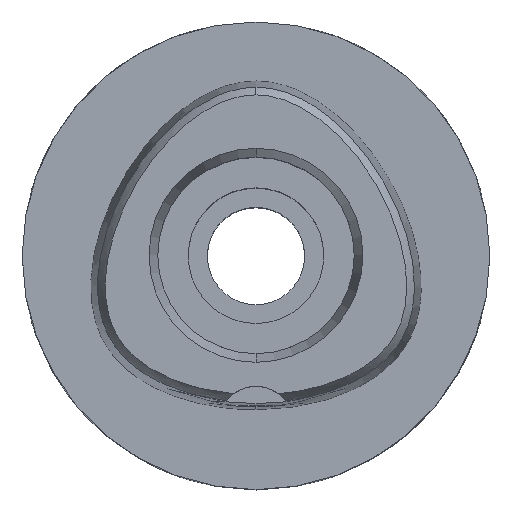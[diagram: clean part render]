
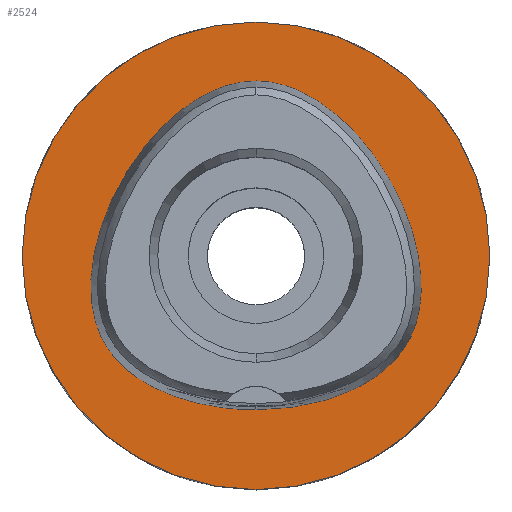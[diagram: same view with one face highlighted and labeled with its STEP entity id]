
A CAD part, top view. The second image highlights one B-rep face of the part: STEP entity #2524.
In plain terms, the highlighted planar face has unit normal (0, 0, 1).
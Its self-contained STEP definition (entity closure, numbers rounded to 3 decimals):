
#48 = EDGE_CURVE ( 'NONE', #2983, #799, #2330, .T. ) ;
#276 = EDGE_LOOP ( 'NONE', ( #3226, #3362 ) ) ;
#286 = CARTESIAN_POINT ( 'NONE',  ( 0., -16.455, 0. ) ) ;
#325 = EDGE_CURVE ( 'NONE', #4399, #4161, #856, .T. ) ;
#331 = CARTESIAN_POINT ( 'NONE',  ( 0., 18.695, 0. ) ) ;
#350 = CARTESIAN_POINT ( 'NONE',  ( -17.564, -5.456, 0. ) ) ;
#352 = PLANE ( 'NONE',  #456 ) ;
#456 = AXIS2_PLACEMENT_3D ( 'NONE', #2179, #1867, #1391 ) ;
#690 = CARTESIAN_POINT ( 'NONE',  ( -16.517, 3.703, 0. ) ) ;
#691 = AXIS2_PLACEMENT_3D ( 'NONE', #3356, #2158, #4470 ) ;
#737 = CARTESIAN_POINT ( 'NONE',  ( -5.051, -16.156, 0. ) ) ;
#759 = CARTESIAN_POINT ( 'NONE',  ( 2.041, 18.55, 0. ) ) ;
#786 = EDGE_CURVE ( 'NONE', #799, #2983, #984, .T. ) ;
#799 = VERTEX_POINT ( 'NONE', #4471 ) ;
#856 = CIRCLE ( 'NONE', #4025, 25. ) ;
#984 = B_SPLINE_CURVE_WITH_KNOTS ( 'NONE', 3,
 ( #286, #4752, #1369, #2881, #1796, #1420, #3700, #4431, #1048, #2274, #1190, #1913, #2325, #1890, #4206, #1092, #3453, #2672, #4524, #759, #4133, #1563 ),
 .UNSPECIFIED., .F., .F.,
 ( 4, 1, 1, 1, 1, 1, 1, 1, 1, 1, 1, 1, 1, 1, 1, 1, 1, 1, 1, 4 ),
 ( 0., 0.083, 0.167, 0.208, 0.25, 0.292, 0.312, 0.333, 0.354, 0.375, 0.417, 0.458, 0.5, 0.583, 0.667, 0.75, 0.833, 0.917, 0.958, 1. ),
 .UNSPECIFIED. ) ;
#1048 = CARTESIAN_POINT ( 'NONE',  ( 16.206, -9.357, 0. ) ) ;
#1066 = CARTESIAN_POINT ( 'NONE',  ( -11.466, 12.452, 0. ) ) ;
#1092 = CARTESIAN_POINT ( 'NONE',  ( 14.38, 8.302, 0. ) ) ;
#1190 = CARTESIAN_POINT ( 'NONE',  ( 17.165, -7.166, 0. ) ) ;
#1369 = CARTESIAN_POINT ( 'NONE',  ( 5.051, -16.156, 0. ) ) ;
#1391 = DIRECTION ( 'NONE',  ( 0., -1., 0. ) ) ;
#1420 = CARTESIAN_POINT ( 'NONE',  ( 13.507, -12.483, 0. ) ) ;
#1487 = CARTESIAN_POINT ( 'NONE',  ( -11.687, -13.704, 0. ) ) ;
#1563 = CARTESIAN_POINT ( 'NONE',  ( 0., 18.695, 0. ) ) ;
#1767 = CARTESIAN_POINT ( 'NONE',  ( 0., -25., 0. ) ) ;
#1796 = CARTESIAN_POINT ( 'NONE',  ( 11.687, -13.704, 0. ) ) ;
#1847 = CARTESIAN_POINT ( 'NONE',  ( -15.649, -10.213, 0. ) ) ;
#1866 = CARTESIAN_POINT ( 'NONE',  ( -8.947, -15.039, 0. ) ) ;
#1867 = DIRECTION ( 'NONE',  ( 0., 0., -1. ) ) ;
#1890 = CARTESIAN_POINT ( 'NONE',  ( 17.498, -0.229, 0. ) ) ;
#1911 = CARTESIAN_POINT ( 'NONE',  ( -17.165, -7.166, 0. ) ) ;
#1913 = CARTESIAN_POINT ( 'NONE',  ( 17.564, -5.456, 0. ) ) ;
#1931 = CARTESIAN_POINT ( 'NONE',  ( -14.788, -11.282, 0. ) ) ;
#2088 = ORIENTED_EDGE ( 'NONE', *, *, #786, .F. ) ;
#2158 = DIRECTION ( 'NONE',  ( 0., 0., -1. ) ) ;
#2179 = CARTESIAN_POINT ( 'NONE',  ( 0., 0., 0. ) ) ;
#2206 = CARTESIAN_POINT ( 'NONE',  ( -7.968, 15.831, 0. ) ) ;
#2274 = CARTESIAN_POINT ( 'NONE',  ( 16.669, -8.446, 0. ) ) ;
#2325 = CARTESIAN_POINT ( 'NONE',  ( 17.711, -3.269, 0. ) ) ;
#2330 = B_SPLINE_CURVE_WITH_KNOTS ( 'NONE', 3,
 ( #331, #3749, #4131, #2976, #2206, #1066, #3767, #690, #3726, #2643, #350, #1911, #4181, #3375, #1847, #1931, #3354, #1487, #1866, #737, #2765, #2787 ),
 .UNSPECIFIED., .F., .F.,
 ( 4, 1, 1, 1, 1, 1, 1, 1, 1, 1, 1, 1, 1, 1, 1, 1, 1, 1, 1, 4 ),
 ( 0., 0.042, 0.083, 0.167, 0.25, 0.333, 0.417, 0.5, 0.542, 0.583, 0.625, 0.646, 0.667, 0.688, 0.708, 0.75, 0.792, 0.833, 0.917, 1. ),
 .UNSPECIFIED. ) ;
#2491 = EDGE_CURVE ( 'NONE', #4161, #4399, #4875, .T. ) ;
#2524 = ADVANCED_FACE ( 'NONE', ( #3336, #3678 ), #352, .F. ) ;
#2643 = CARTESIAN_POINT ( 'NONE',  ( -17.711, -3.269, 0. ) ) ;
#2672 = CARTESIAN_POINT ( 'NONE',  ( 7.968, 15.831, 0. ) ) ;
#2765 = CARTESIAN_POINT ( 'NONE',  ( -1.684, -16.455, 0. ) ) ;
#2787 = CARTESIAN_POINT ( 'NONE',  ( 0., -16.455, 0. ) ) ;
#2881 = CARTESIAN_POINT ( 'NONE',  ( 8.947, -15.039, 0. ) ) ;
#2976 = CARTESIAN_POINT ( 'NONE',  ( -4.729, 17.735, 0. ) ) ;
#2983 = VERTEX_POINT ( 'NONE', #4637 ) ;
#3006 = CARTESIAN_POINT ( 'NONE',  ( 0., 25., 0. ) ) ;
#3226 = ORIENTED_EDGE ( 'NONE', *, *, #2491, .F. ) ;
#3336 = FACE_OUTER_BOUND ( 'NONE', #276, .T. ) ;
#3354 = CARTESIAN_POINT ( 'NONE',  ( -13.507, -12.483, 0. ) ) ;
#3356 = CARTESIAN_POINT ( 'NONE',  ( 0., 0., 0. ) ) ;
#3362 = ORIENTED_EDGE ( 'NONE', *, *, #325, .F. ) ;
#3375 = CARTESIAN_POINT ( 'NONE',  ( -16.206, -9.357, 0. ) ) ;
#3453 = CARTESIAN_POINT ( 'NONE',  ( 11.466, 12.452, 0. ) ) ;
#3676 = ORIENTED_EDGE ( 'NONE', *, *, #48, .F. ) ;
#3678 = FACE_BOUND ( 'NONE', #4160, .T. ) ;
#3700 = CARTESIAN_POINT ( 'NONE',  ( 14.788, -11.282, 0. ) ) ;
#3726 = CARTESIAN_POINT ( 'NONE',  ( -17.498, -0.229, 0. ) ) ;
#3749 = CARTESIAN_POINT ( 'NONE',  ( -0.68, 18.695, 0. ) ) ;
#3767 = CARTESIAN_POINT ( 'NONE',  ( -14.38, 8.302, 0. ) ) ;
#3893 = DIRECTION ( 'NONE',  ( 0., 0., -1. ) ) ;
#4025 = AXIS2_PLACEMENT_3D ( 'NONE', #4692, #3893, #4670 ) ;
#4131 = CARTESIAN_POINT ( 'NONE',  ( -2.041, 18.55, 0. ) ) ;
#4133 = CARTESIAN_POINT ( 'NONE',  ( 0.68, 18.695, 0. ) ) ;
#4160 = EDGE_LOOP ( 'NONE', ( #3676, #2088 ) ) ;
#4161 = VERTEX_POINT ( 'NONE', #3006 ) ;
#4181 = CARTESIAN_POINT ( 'NONE',  ( -16.669, -8.446, 0. ) ) ;
#4206 = CARTESIAN_POINT ( 'NONE',  ( 16.517, 3.703, 0. ) ) ;
#4399 = VERTEX_POINT ( 'NONE', #1767 ) ;
#4431 = CARTESIAN_POINT ( 'NONE',  ( 15.649, -10.213, 0. ) ) ;
#4470 = DIRECTION ( 'NONE',  ( 0., 1., 0. ) ) ;
#4471 = CARTESIAN_POINT ( 'NONE',  ( 0., -16.455, 0. ) ) ;
#4524 = CARTESIAN_POINT ( 'NONE',  ( 4.729, 17.735, 0. ) ) ;
#4637 = CARTESIAN_POINT ( 'NONE',  ( 0., 18.695, 0. ) ) ;
#4670 = DIRECTION ( 'NONE',  ( 0., -1., 0. ) ) ;
#4692 = CARTESIAN_POINT ( 'NONE',  ( 0., 0., 0. ) ) ;
#4752 = CARTESIAN_POINT ( 'NONE',  ( 1.684, -16.455, 0. ) ) ;
#4875 = CIRCLE ( 'NONE', #691, 25. ) ;
